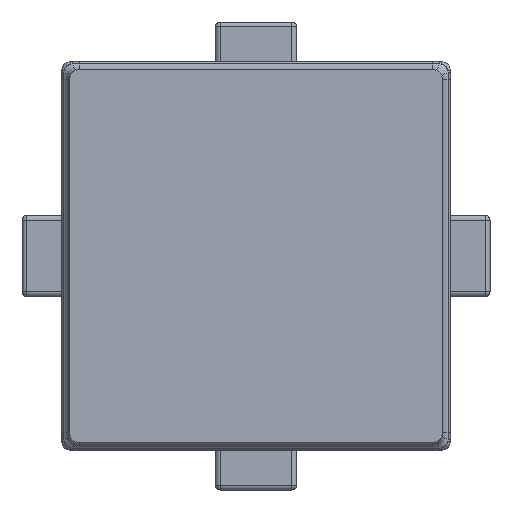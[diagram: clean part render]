
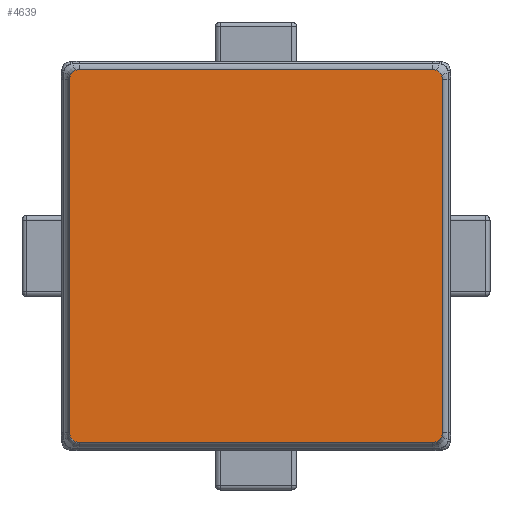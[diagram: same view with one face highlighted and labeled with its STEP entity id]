
A CAD part, front view. The second image highlights one B-rep face of the part: STEP entity #4639.
In plain terms, the highlighted planar face has unit normal (0, -1, 0).
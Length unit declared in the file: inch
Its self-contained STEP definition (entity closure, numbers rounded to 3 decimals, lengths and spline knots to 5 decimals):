
#1081=CARTESIAN_POINT('',(1.085,0.,-1.085));
#1082=DIRECTION('',(0.,-1.,0.));
#1083=DIRECTION('',(0.,0.,-1.));
#1084=AXIS2_PLACEMENT_3D('',#1081,#1082,#1083);
#1086=DIRECTION('',(-1.,0.,0.));
#1087=VECTOR('',#1086,2.17);
#1088=CARTESIAN_POINT('',(1.085,0.,-1.145));
#1089=LINE('',#1088,#1087);
#1090=CARTESIAN_POINT('',(-1.085,0.,-1.085));
#1091=DIRECTION('',(0.,-1.,0.));
#1092=DIRECTION('',(-1.,0.,0.));
#1093=AXIS2_PLACEMENT_3D('',#1090,#1091,#1092);
#1095=DIRECTION('',(0.,0.,1.));
#1096=VECTOR('',#1095,2.17);
#1097=CARTESIAN_POINT('',(-1.145,0.,-1.085));
#1098=LINE('',#1097,#1096);
#1099=CARTESIAN_POINT('',(-1.085,0.,1.085));
#1100=DIRECTION('',(0.,-1.,0.));
#1101=DIRECTION('',(0.,0.,1.));
#1102=AXIS2_PLACEMENT_3D('',#1099,#1100,#1101);
#1104=DIRECTION('',(1.,0.,0.));
#1105=VECTOR('',#1104,2.17);
#1106=CARTESIAN_POINT('',(-1.085,0.,1.145));
#1107=LINE('',#1106,#1105);
#1108=CARTESIAN_POINT('',(1.085,0.,1.085));
#1109=DIRECTION('',(0.,-1.,0.));
#1110=DIRECTION('',(1.,0.,0.));
#1111=AXIS2_PLACEMENT_3D('',#1108,#1109,#1110);
#1113=DIRECTION('',(0.,0.,-1.));
#1114=VECTOR('',#1113,2.17);
#1115=CARTESIAN_POINT('',(1.145,0.,1.085));
#1116=LINE('',#1115,#1114);
#1862=CARTESIAN_POINT('',(1.085,0.,-1.145));
#1863=CARTESIAN_POINT('',(1.145,0.,-1.085));
#1864=VERTEX_POINT('',#1862);
#1865=VERTEX_POINT('',#1863);
#1866=CARTESIAN_POINT('',(-1.145,0.,-1.085));
#1867=CARTESIAN_POINT('',(-1.085,0.,-1.145));
#1868=VERTEX_POINT('',#1866);
#1869=VERTEX_POINT('',#1867);
#1870=CARTESIAN_POINT('',(-1.085,0.,1.145));
#1871=CARTESIAN_POINT('',(-1.145,0.,1.085));
#1872=VERTEX_POINT('',#1870);
#1873=VERTEX_POINT('',#1871);
#1874=CARTESIAN_POINT('',(1.145,0.,1.085));
#1875=CARTESIAN_POINT('',(1.085,0.,1.145));
#1876=VERTEX_POINT('',#1874);
#1877=VERTEX_POINT('',#1875);
#4622=CARTESIAN_POINT('',(0.,0.,0.));
#4623=DIRECTION('',(0.,1.,0.));
#4624=DIRECTION('',(1.,0.,0.));
#4625=AXIS2_PLACEMENT_3D('',#4622,#4623,#4624);
#4626=PLANE('',#4625);
#4627=ORIENTED_EDGE('',*,*,#4603,.F.);
#4628=ORIENTED_EDGE('',*,*,#4587,.T.);
#4629=ORIENTED_EDGE('',*,*,#4573,.F.);
#4630=ORIENTED_EDGE('',*,*,#4557,.T.);
#4631=ORIENTED_EDGE('',*,*,#4543,.F.);
#4633=ORIENTED_EDGE('',*,*,#4632,.T.);
#4635=ORIENTED_EDGE('',*,*,#4634,.F.);
#4636=ORIENTED_EDGE('',*,*,#4614,.T.);
#4637=EDGE_LOOP('',(#4627,#4628,#4629,#4630,#4631,#4633,#4635,#4636));
#4638=FACE_OUTER_BOUND('',#4637,.F.);
#4639=ADVANCED_FACE('',(#4638),#4626,.F.);
#1085=CIRCLE('',#1084,0.06);
#1094=CIRCLE('',#1093,0.06);
#1103=CIRCLE('',#1102,0.06);
#1112=CIRCLE('',#1111,0.06);
#4543=EDGE_CURVE('',#1872,#1873,#1103,.T.);
#4557=EDGE_CURVE('',#1868,#1873,#1098,.T.);
#4573=EDGE_CURVE('',#1868,#1869,#1094,.T.);
#4587=EDGE_CURVE('',#1864,#1869,#1089,.T.);
#4603=EDGE_CURVE('',#1864,#1865,#1085,.T.);
#4614=EDGE_CURVE('',#1876,#1865,#1116,.T.);
#4632=EDGE_CURVE('',#1872,#1877,#1107,.T.);
#4634=EDGE_CURVE('',#1876,#1877,#1112,.T.);
